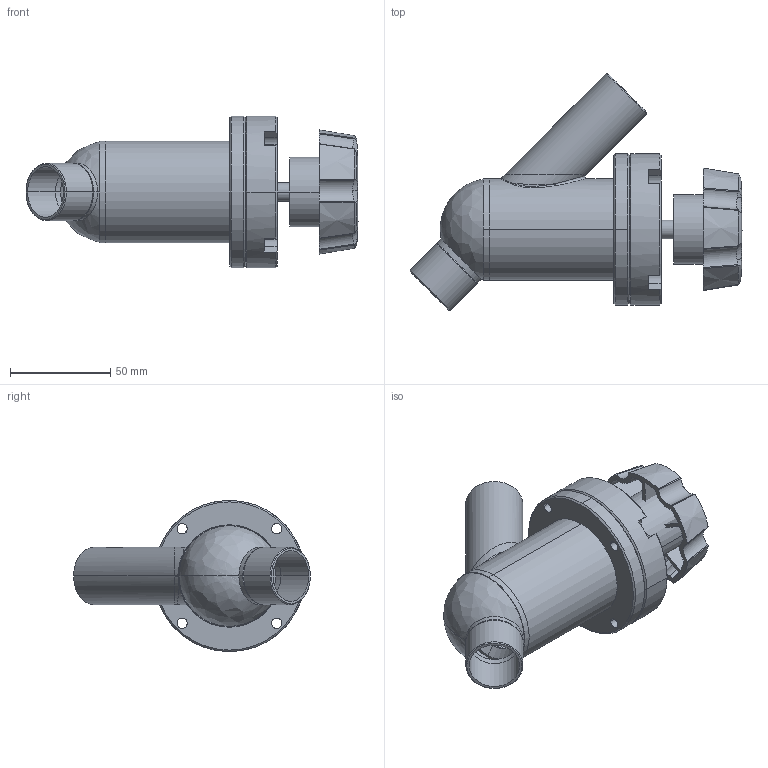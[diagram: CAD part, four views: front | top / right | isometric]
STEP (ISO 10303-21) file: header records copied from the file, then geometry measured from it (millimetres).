
FILE_DESCRIPTION (( 'STEP AP214' ), '1' );
FILE_NAME ('SVV-100-20_STRIGHT_THRU_VALVE.STEP', '2020-04-11T00:46:37', ( 'admin' ), ( 'Microsoft' ), 'SwSTEP 2.0', 'SolidWorks 2016', '' );
FILE_SCHEMA (( 'AUTOMOTIVE_DESIGN' ));
Length unit declared in the file: inch
Products named in the file (1): SVV-100-20_STRIGHT_THRU_VALVE
Bounding box: 165.82 x 118.31 x 75.56 mm (x, y, z)
Volume: 156671.7 mm3; surface area: 95166.2 mm2
Topology: 11 solids, 11 shells, 308 faces, 798 edges, 523 vertices
Faces by surface type: cylinder 121, plane 87, cone 75, bspline 24, sphere 1
Entity records: 12541 total; most frequent: CARTESIAN_POINT 5054, ORIENTED_EDGE 1588, DIRECTION 1451, EDGE_CURVE 794, AXIS2_PLACEMENT_3D 592, VERTEX_POINT 523, EDGE_LOOP 359, ADVANCED_FACE 308
